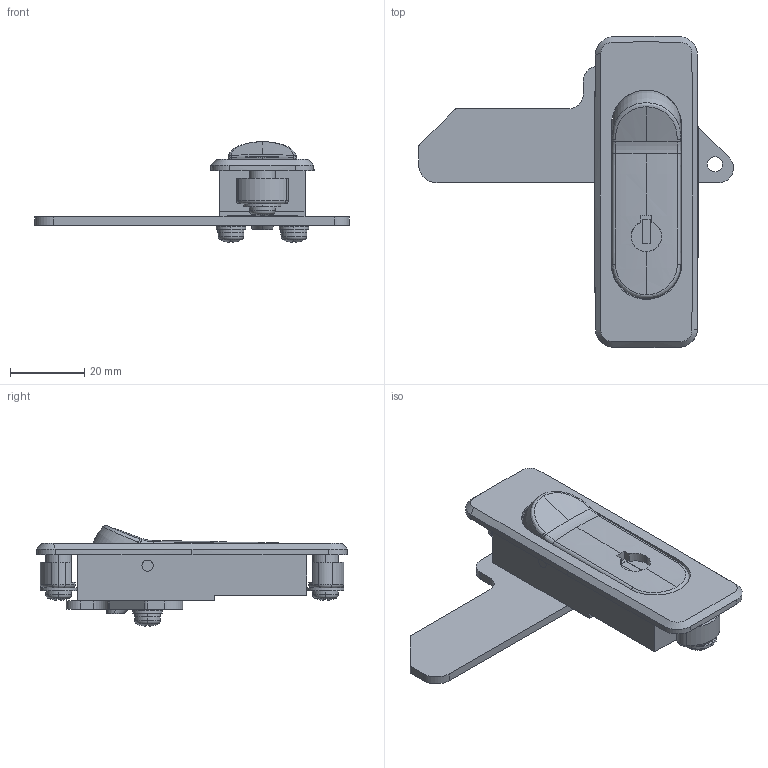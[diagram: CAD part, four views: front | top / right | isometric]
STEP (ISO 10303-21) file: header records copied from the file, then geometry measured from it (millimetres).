
FILE_DESCRIPTION (( 'STEP AP203' ), '1' );
FILE_NAME ('A-250-A-3-1.STEP', '2021-03-03T00:11:03', ( '' ), ( '' ), 'SwSTEP 2.0', 'SolidWorks 2018', '' );
FILE_SCHEMA (( 'CONFIG_CONTROL_DESIGN' ));
Length unit declared in the file: millimetre
Products named in the file (9): A-250-A-3-1; A-250-A-3-1_handle shaft_; A-250-A-3-1_cross-recessed head machine screw_ver1.05__M4x8十字穴付なべ小ねじ(鉄)ダブルセムス小形(P4); A-250-A-3-1_cross-recessed head machine screw_ver1.05__M4x8十字穴付なべ小ねじ(鉄)平シングルセムス(P1)旧JIS; A-250-A-3-1_cup washer_; A-250-A-3-1_unit lock_; A-250-A-3-1_handle_; A-250-A-3-1_stopper plate_; A-250-A-3-1_body_
Assembly tree (11 placements, depth 2):
  A-250-A-3-1
    A-250-A-3-1_body_
    A-250-A-3-1_handle_
    A-250-A-3-1_handle shaft_
    A-250-A-3-1_stopper plate_
    A-250-A-3-1_cup washer_  x2
    A-250-A-3-1_cross-recessed head machine screw_ver1.05__M4x8十字穴付なべ小ねじ(鉄)ダブルセムス小形(P4)  x2
    A-250-A-3-1_cross-recessed head machine screw_ver1.05__M4x8十字穴付なべ小ねじ(鉄)平シングルセムス(P1)旧JIS  x2
    A-250-A-3-1_unit lock_
Bounding box: 85 x 83.98 x 27.15 mm (x, y, z)
Volume: 22069.7 mm3; surface area: 20939.5 mm2
Topology: 11 solids, 11 shells, 471 faces, 1217 edges, 782 vertices
Faces by surface type: plane 219, cylinder 170, torus 32, cone 24, bspline 14, sphere 12
Entity records: 13599 total; most frequent: CARTESIAN_POINT 3592, DIRECTION 1912, ORIENTED_EDGE 1882, EDGE_CURVE 941, AXIS2_PLACEMENT_3D 708, VERTEX_POINT 607, VECTOR 496, LINE 496
